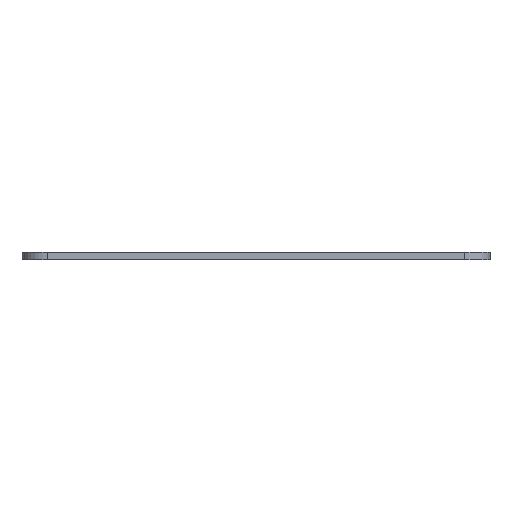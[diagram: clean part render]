
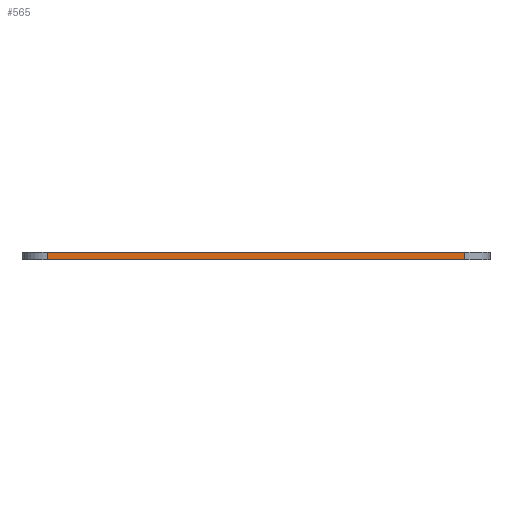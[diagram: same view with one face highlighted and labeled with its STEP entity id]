
A CAD part, front view. The second image highlights one B-rep face of the part: STEP entity #565.
In plain terms, the highlighted planar face has unit normal (0, -1, 0).
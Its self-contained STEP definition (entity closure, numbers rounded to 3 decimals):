
#11 = CARTESIAN_POINT ( 'NONE',  ( -41., -46., 0. ) ) ;
#20 = VECTOR ( 'NONE', #108, 1000. ) ;
#34 = VECTOR ( 'NONE', #51, 1000. ) ;
#40 = FACE_OUTER_BOUND ( 'NONE', #465, .T. ) ;
#51 = DIRECTION ( 'NONE',  ( 0., 0., 1. ) ) ;
#72 = EDGE_CURVE ( 'NONE', #409, #323, #574, .T. ) ;
#82 = VERTEX_POINT ( 'NONE', #329 ) ;
#108 = DIRECTION ( 'NONE',  ( 0., 0., -1. ) ) ;
#150 = VERTEX_POINT ( 'NONE', #11 ) ;
#180 = EDGE_CURVE ( 'NONE', #150, #82, #698, .T. ) ;
#209 = PLANE ( 'NONE',  #337 ) ;
#227 = ORIENTED_EDGE ( 'NONE', *, *, #180, .F. ) ;
#271 = DIRECTION ( 'NONE',  ( 0., -1., 0. ) ) ;
#283 = LINE ( 'NONE', #631, #34 ) ;
#323 = VERTEX_POINT ( 'NONE', #433 ) ;
#329 = CARTESIAN_POINT ( 'NONE',  ( 41., -46., 0. ) ) ;
#335 = ORIENTED_EDGE ( 'NONE', *, *, #72, .T. ) ;
#337 = AXIS2_PLACEMENT_3D ( 'NONE', #507, #271, #674 ) ;
#409 = VERTEX_POINT ( 'NONE', #710 ) ;
#433 = CARTESIAN_POINT ( 'NONE',  ( 41., -46., -1.5 ) ) ;
#451 = CARTESIAN_POINT ( 'NONE',  ( -46., -46., -1.5 ) ) ;
#465 = EDGE_LOOP ( 'NONE', ( #335, #673, #227, #614 ) ) ;
#478 = DIRECTION ( 'NONE',  ( 1., 0., 0. ) ) ;
#507 = CARTESIAN_POINT ( 'NONE',  ( -46., -46., -1.5 ) ) ;
#511 = DIRECTION ( 'NONE',  ( 1., 0., 0. ) ) ;
#565 = ADVANCED_FACE ( 'NONE', ( #40 ), #209, .T. ) ;
#574 = LINE ( 'NONE', #451, #592 ) ;
#592 = VECTOR ( 'NONE', #511, 1000. ) ;
#614 = ORIENTED_EDGE ( 'NONE', *, *, #739, .T. ) ;
#631 = CARTESIAN_POINT ( 'NONE',  ( 41., -46., -1.5 ) ) ;
#635 = LINE ( 'NONE', #738, #20 ) ;
#673 = ORIENTED_EDGE ( 'NONE', *, *, #690, .T. ) ;
#674 = DIRECTION ( 'NONE',  ( 0., 0., -1. ) ) ;
#690 = EDGE_CURVE ( 'NONE', #323, #82, #283, .T. ) ;
#698 = LINE ( 'NONE', #747, #719 ) ;
#710 = CARTESIAN_POINT ( 'NONE',  ( -41., -46., -1.5 ) ) ;
#719 = VECTOR ( 'NONE', #478, 1000. ) ;
#738 = CARTESIAN_POINT ( 'NONE',  ( -41., -46., -1.5 ) ) ;
#739 = EDGE_CURVE ( 'NONE', #150, #409, #635, .T. ) ;
#747 = CARTESIAN_POINT ( 'NONE',  ( -46., -46., 0. ) ) ;
